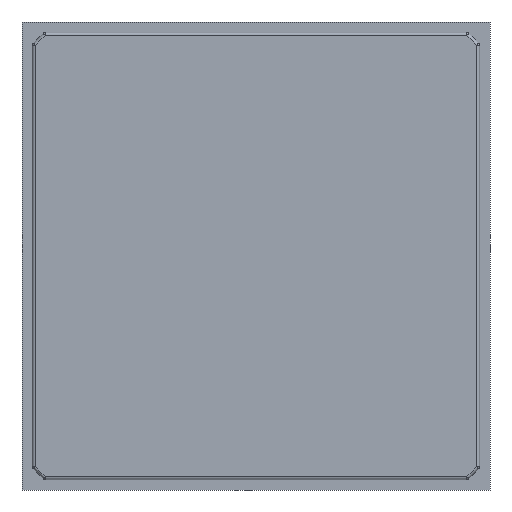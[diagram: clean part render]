
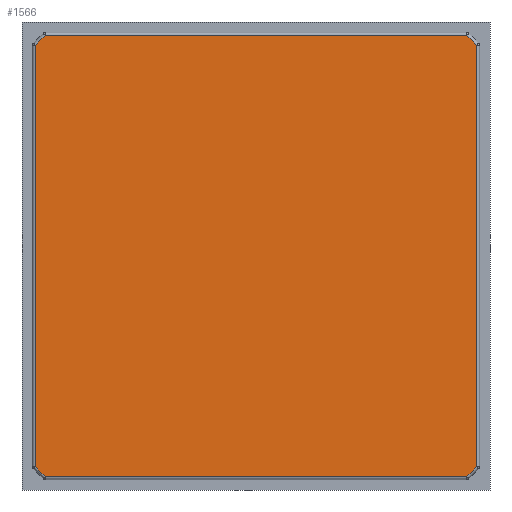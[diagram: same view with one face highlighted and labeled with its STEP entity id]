
A CAD part, front view. The second image highlights one B-rep face of the part: STEP entity #1566.
In plain terms, the highlighted planar face has unit normal (0, -1, 0).
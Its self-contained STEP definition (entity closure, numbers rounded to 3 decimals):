
#296=DIRECTION('',(-1.,0.,0.));
#297=VECTOR('',#296,36.013);
#298=CARTESIAN_POINT('',(18.006,-0.5,18.86));
#299=LINE('',#298,#297);
#376=DIRECTION('',(0.,0.,1.));
#377=VECTOR('',#376,36.013);
#378=CARTESIAN_POINT('',(18.86,-0.5,-18.006));
#379=LINE('',#378,#377);
#456=DIRECTION('',(1.,0.,0.));
#457=VECTOR('',#456,36.013);
#458=CARTESIAN_POINT('',(-18.006,-0.5,-18.86));
#459=LINE('',#458,#457);
#536=DIRECTION('',(0.,0.,-1.));
#537=VECTOR('',#536,36.013);
#538=CARTESIAN_POINT('',(-18.86,-0.5,18.006));
#539=LINE('',#538,#537);
#574=DIRECTION('',(0.707,0.,-0.707));
#575=VECTOR('',#574,1.207);
#576=CARTESIAN_POINT('',(18.006,-0.5,18.86));
#577=LINE('',#576,#575);
#581=DIRECTION('',(-0.707,0.,-0.707));
#582=VECTOR('',#581,1.207);
#583=CARTESIAN_POINT('',(18.86,-0.5,-18.006));
#584=LINE('',#583,#582);
#588=DIRECTION('',(-0.707,0.,0.707));
#589=VECTOR('',#588,1.207);
#590=CARTESIAN_POINT('',(-18.006,-0.5,-18.86));
#591=LINE('',#590,#589);
#595=DIRECTION('',(0.707,0.,0.707));
#596=VECTOR('',#595,1.207);
#597=CARTESIAN_POINT('',(-18.86,-0.5,18.006));
#598=LINE('',#597,#596);
#790=CARTESIAN_POINT('',(18.006,-0.5,18.86));
#791=VERTEX_POINT('',#790);
#792=CARTESIAN_POINT('',(-18.006,-0.5,18.86));
#793=VERTEX_POINT('',#792);
#798=CARTESIAN_POINT('',(18.86,-0.5,18.006));
#799=VERTEX_POINT('',#798);
#804=CARTESIAN_POINT('',(18.86,-0.5,-18.006));
#805=VERTEX_POINT('',#804);
#810=CARTESIAN_POINT('',(18.006,-0.5,-18.86));
#811=VERTEX_POINT('',#810);
#816=CARTESIAN_POINT('',(-18.006,-0.5,-18.86));
#817=VERTEX_POINT('',#816);
#822=CARTESIAN_POINT('',(-18.86,-0.5,-18.006));
#823=VERTEX_POINT('',#822);
#828=CARTESIAN_POINT('',(-18.86,-0.5,18.006));
#829=VERTEX_POINT('',#828);
#1551=CARTESIAN_POINT('',(0.,-0.5,0.));
#1552=DIRECTION('',(0.,-1.,0.));
#1553=DIRECTION('',(1.,0.,0.));
#1554=AXIS2_PLACEMENT_3D('',#1551,#1552,#1553);
#1555=PLANE('',#1554);
#1556=ORIENTED_EDGE('',*,*,#1057,.F.);
#1557=ORIENTED_EDGE('',*,*,#1100,.T.);
#1558=ORIENTED_EDGE('',*,*,#1203,.F.);
#1559=ORIENTED_EDGE('',*,*,#1246,.T.);
#1560=ORIENTED_EDGE('',*,*,#1349,.F.);
#1561=ORIENTED_EDGE('',*,*,#1392,.T.);
#1562=ORIENTED_EDGE('',*,*,#1495,.F.);
#1563=ORIENTED_EDGE('',*,*,#1534,.T.);
#1564=EDGE_LOOP('',(#1556,#1557,#1558,#1559,#1560,#1561,#1562,#1563));
#1565=FACE_OUTER_BOUND('',#1564,.F.);
#1057=EDGE_CURVE('',#791,#793,#299,.T.);
#1100=EDGE_CURVE('',#791,#799,#577,.T.);
#1203=EDGE_CURVE('',#805,#799,#379,.T.);
#1246=EDGE_CURVE('',#805,#811,#584,.T.);
#1349=EDGE_CURVE('',#817,#811,#459,.T.);
#1392=EDGE_CURVE('',#817,#823,#591,.T.);
#1495=EDGE_CURVE('',#829,#823,#539,.T.);
#1534=EDGE_CURVE('',#829,#793,#598,.T.);
#1566=ADVANCED_FACE('',(#1565),#1555,.T.);
